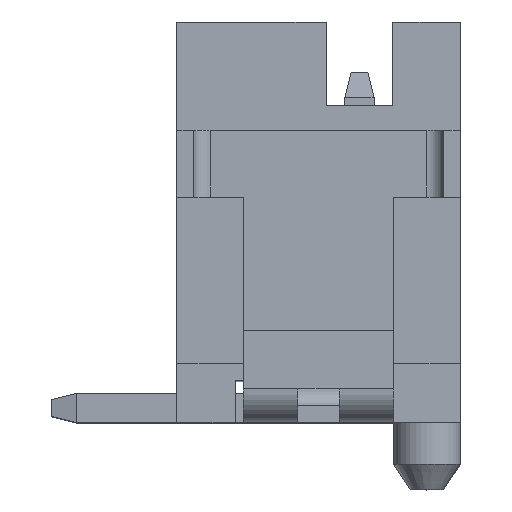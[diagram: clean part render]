
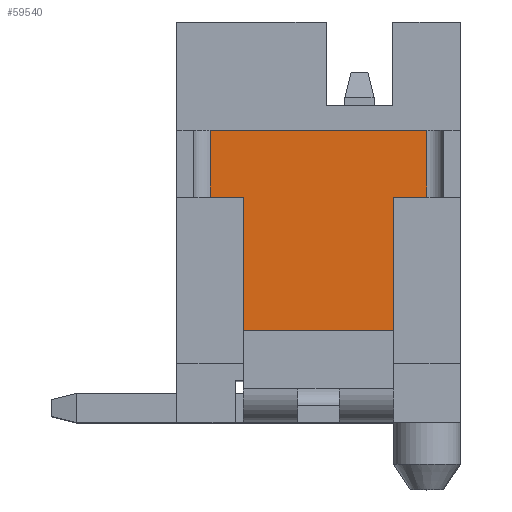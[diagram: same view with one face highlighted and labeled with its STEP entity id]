
A CAD part, top view. The second image highlights one B-rep face of the part: STEP entity #59540.
In plain terms, the highlighted planar face has unit normal (0, 0, 1).
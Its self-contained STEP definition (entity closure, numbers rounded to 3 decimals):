
#20760=CARTESIAN_POINT('',(-1.817,0.67,7.9));
#20770=VERTEX_POINT('',#20760);
#20800=CARTESIAN_POINT('',(0.,0.67,7.9));
#20810=DIRECTION('',(1.,0.,0.));
#20820=VECTOR('',#20810,1.);
#20830=LINE('',#20800,#20820);
#20840=CARTESIAN_POINT('',(-1.717,0.67,7.9));
#20850=VERTEX_POINT('',#20840);
#20860=EDGE_CURVE('',#20770,#20850,#20830,.T.);
#21380=CARTESIAN_POINT('',(-1.717,-0.03,7.9));
#21390=VERTEX_POINT('',#21380);
#21420=CARTESIAN_POINT('',(-1.717,0.,7.9));
#21430=DIRECTION('',(0.,-1.,0.));
#21440=VECTOR('',#21430,1.);
#21450=LINE('',#21420,#21440);
#21460=CARTESIAN_POINT('',(-1.717,-0.364,7.9));
#21470=VERTEX_POINT('',#21460);
#21480=EDGE_CURVE('',#21390,#21470,#21450,.T.);
#21660=CARTESIAN_POINT('',(-1.717,-0.53,7.9));
#21670=VERTEX_POINT('',#21660);
#21700=CARTESIAN_POINT('',(-1.717,-0.78,7.9));
#21710=VERTEX_POINT('',#21700);
#21720=EDGE_CURVE('',#21670,#21710,#21450,.T.);
#23170=CARTESIAN_POINT('',(-1.817,1.47,7.9));
#23180=VERTEX_POINT('',#23170);
#23210=CARTESIAN_POINT('',(-1.817,0.,7.9));
#23220=DIRECTION('',(0.,-1.,0.));
#23230=VECTOR('',#23220,1.);
#23240=LINE('',#23210,#23230);
#23250=EDGE_CURVE('',#23180,#20770,#23240,.T.);
#23670=CARTESIAN_POINT('',(0.783,1.47,7.9));
#23680=VERTEX_POINT('',#23670);
#23710=CARTESIAN_POINT('',(0.,1.47,7.9));
#23720=DIRECTION('',(1.,0.,0.));
#23730=VECTOR('',#23720,1.);
#23740=LINE('',#23710,#23730);
#23750=EDGE_CURVE('',#23180,#23680,#23740,.T.);
#56380=CARTESIAN_POINT('',(0.,0.67,7.9));
#56390=DIRECTION('',(1.,0.,0.));
#56400=VECTOR('',#56390,1.);
#56410=LINE('',#56380,#56400);
#56420=CARTESIAN_POINT('',(-1.667,0.67,7.9));
#56430=VERTEX_POINT('',#56420);
#56440=EDGE_CURVE('',#20850,#56430,#56410,.T.);
#56750=CARTESIAN_POINT('',(0.683,-0.53,7.9));
#56760=VERTEX_POINT('',#56750);
#56790=CARTESIAN_POINT('',(0.,-0.53,7.9))
;
#56800=DIRECTION('',(1.,0.,0.));
#56810=VECTOR('',#56800,1.);
#56820=LINE('',#56790,#56810);
#56830=CARTESIAN_POINT('',(0.633,-0.53,7.9));
#56840=VERTEX_POINT('',#56830);
#56850=EDGE_CURVE('',#56840,#56760,#56820,.T.);
#57180=CARTESIAN_POINT('',(0.792,0.,7.9));
#57190=DIRECTION('',(-0.287,-0.958,
0.));
#57200=VECTOR('',#57190,1.);
#57210=LINE('',#57180,#57200);
#57220=CARTESIAN_POINT('',(0.683,-0.364,7.9));
#57230=VERTEX_POINT('',#57220);
#57240=EDGE_CURVE('',#57230,#56840,#57210,.T.);
#57520=CARTESIAN_POINT('',(0.683,-0.78,7.9));
#57530=VERTEX_POINT('',#57520);
#57560=CARTESIAN_POINT('',(0.683,0.,7.9));
#57570=DIRECTION('',(0.,1.,0.));
#57580=VECTOR('',#57570,1.);
#57590=LINE('',#57560,#57580);
#57600=EDGE_CURVE('',#57530,#56760,#57590,.T.);
#57660=CARTESIAN_POINT('',(0.683,-0.03,7.9));
#57670=VERTEX_POINT('',#57660);
#57680=EDGE_CURVE('',#57230,#57670,#57590,.T.);
#57860=CARTESIAN_POINT('',(0.683,0.67,7.9));
#57870=VERTEX_POINT('',#57860);
#58010=CARTESIAN_POINT('',(-2.217,1.47,7.9));
#58020=DIRECTION('',(0.,0.,-1.));
#58030=DIRECTION('',(0.,1.,0.));
#58040=AXIS2_PLACEMENT_3D('',#58010,#58020,#58030);
#58050=PLANE('',#58040);
#58060=CARTESIAN_POINT('',(0.,-1.03,7.9));
#58070=DIRECTION('',(-1.,0.,0.));
#58080=VECTOR('',#58070,1.);
#58090=LINE('',#58060,#58080);
#58100=CARTESIAN_POINT('',(-1.417,-1.03,7.9));
#58110=VERTEX_POINT('',#58100);
#58120=CARTESIAN_POINT('',(-1.517,-1.03,7.9));
#58130=VERTEX_POINT('',#58120);
#58140=EDGE_CURVE('',#58110,#58130,#58090,.T.);
#58150=ORIENTED_EDGE('',*,*,#58140,.F.);
#58160=CARTESIAN_POINT('',(-1.503,-0.83,7.9));
#58170=DIRECTION('',(0.,0.,1.));
#58180=DIRECTION('',(1.,0.,0.));
#58190=AXIS2_PLACEMENT_3D('',#58160,#58170,#58180);
#58200=CIRCLE('',#58190,0.2);
#58210=CARTESIAN_POINT('',(-1.699,-0.87,7.9));
#58220=VERTEX_POINT('',#58210);
#58230=EDGE_CURVE('',#58220,#58130,#58200,.T.);
#58240=ORIENTED_EDGE('',*,*,#58230,.T.);
#58250=CARTESIAN_POINT('',(-1.873,0.,7.9));
#58260=DIRECTION('',(-0.196,0.981,
0.));
#58270=VECTOR('',#58260,1.);
#58280=LINE('',#58250,#58270);
#58290=EDGE_CURVE('',#58220,#21710,#58280,.T.);
#58300=ORIENTED_EDGE('',*,*,#58290,.F.);
#58310=ORIENTED_EDGE('',*,*,#21720,.T.);
#58320=CARTESIAN_POINT('',(0.,-0.53,7.9))
;
#58330=DIRECTION('',(1.,0.,0.));
#58340=VECTOR('',#58330,1.);
#58350=LINE('',#58320,#58340);
#58360=CARTESIAN_POINT('',(-1.667,-0.53,7.9));
#58370=VERTEX_POINT('',#58360);
#58380=EDGE_CURVE('',#21670,#58370,#58350,.T.);
#58390=ORIENTED_EDGE('',*,*,#58380,.F.);
#58400=CARTESIAN_POINT('',(-1.826,0.,7.9));
#58410=DIRECTION('',(-0.287,0.958,
0.));
#58420=VECTOR('',#58410,1.);
#58430=LINE('',#58400,#58420);
#58440=EDGE_CURVE('',#58370,#21470,#58430,.T.);
#58450=ORIENTED_EDGE('',*,*,#58440,.F.);
#58460=ORIENTED_EDGE('',*,*,#21480,.T.);
#58470=CARTESIAN_POINT('',(0.,-0.03,7.9)
);
#58480=DIRECTION('',(1.,0.,0.));
#58490=VECTOR('',#58480,1.);
#58500=LINE('',#58470,#58490);
#58510=CARTESIAN_POINT('',(-1.667,-0.03,7.9));
#58520=VERTEX_POINT('',#58510);
#58530=EDGE_CURVE('',#21390,#58520,#58500,.T.);
#58540=ORIENTED_EDGE('',*,*,#58530,.F.);
#58550=CARTESIAN_POINT('',(-1.667,0.,7.9));
#58560=DIRECTION('',(0.,1.,0.));
#58570=VECTOR('',#58560,1.);
#58580=LINE('',#58550,#58570);
#58590=EDGE_CURVE('',#58520,#56430,#58580,.T.);
#58600=ORIENTED_EDGE('',*,*,#58590,.F.);
#58610=ORIENTED_EDGE('',*,*,#56440,.T.);
#58620=ORIENTED_EDGE('',*,*,#20860,.T.);
#58630=ORIENTED_EDGE('',*,*,#23250,.T.);
#58640=ORIENTED_EDGE('',*,*,#23750,.F.);
#58650=CARTESIAN_POINT('',(0.783,0.,7.9))
;
#58660=DIRECTION('',(0.,1.,0.));
#58670=VECTOR('',#58660,1.);
#58680=LINE('',#58650,#58670);
#58690=CARTESIAN_POINT('',(0.783,0.67,7.9));
#58700=VERTEX_POINT('',#58690);
#58710=EDGE_CURVE('',#58700,#23680,#58680,.T.);
#58720=ORIENTED_EDGE('',*,*,#58710,.T.);
#58730=CARTESIAN_POINT('',(0.,0.67,7.9));
#58740=DIRECTION('',(1.,0.,0.));
#58750=VECTOR('',#58740,1.);
#58760=LINE('',#58730,#58750);
#58770=EDGE_CURVE('',#57870,#58700,#58760,.T.);
#58780=ORIENTED_EDGE('',*,*,#58770,.T.);
#58790=CARTESIAN_POINT('',(0.,0.67,7.9));
#58800=DIRECTION('',(1.,0.,0.));
#58810=VECTOR('',#58800,1.);
#58820=LINE('',#58790,#58810);
#58830=CARTESIAN_POINT('',(0.633,0.67,7.9));
#58840=VERTEX_POINT('',#58830);
#58850=EDGE_CURVE('',#58840,#57870,#58820,.T.);
#58860=ORIENTED_EDGE('',*,*,#58850,.T.);
#58870=CARTESIAN_POINT('',(0.633,0.,7.9))
;
#58880=DIRECTION('',(0.,-1.,0.));
#58890=VECTOR('',#58880,1.);
#58900=LINE('',#58870,#58890);
#58910=CARTESIAN_POINT('',(0.633,-0.03,7.9));
#58920=VERTEX_POINT('',#58910);
#58930=EDGE_CURVE('',#58840,#58920,#58900,.T.);
#58940=ORIENTED_EDGE('',*,*,#58930,.F.);
#58950=CARTESIAN_POINT('',(0.,-0.03,7.9)
);
#58960=DIRECTION('',(1.,0.,0.));
#58970=VECTOR('',#58960,1.);
#58980=LINE('',#58950,#58970);
#58990=EDGE_CURVE('',#58920,#57670,#58980,.T.);
#59000=ORIENTED_EDGE('',*,*,#58990,.F.);
#59010=ORIENTED_EDGE('',*,*,#57680,.T.);
#59020=ORIENTED_EDGE('',*,*,#57240,.F.);
#59030=ORIENTED_EDGE('',*,*,#56850,.F.);
#59040=ORIENTED_EDGE('',*,*,#57600,.T.);
#59050=CARTESIAN_POINT('',(0.839,0.,7.9));
#59060=DIRECTION('',(-0.196,-0.981,
0.));
#59070=VECTOR('',#59060,1.);
#59080=LINE('',#59050,#59070);
#59090=CARTESIAN_POINT('',(0.665,-0.87,7.9));
#59100=VERTEX_POINT('',#59090);
#59110=EDGE_CURVE('',#57530,#59100,#59080,.T.);
#59120=ORIENTED_EDGE('',*,*,#59110,.F.);
#59130=CARTESIAN_POINT('',(0.469,-0.83,7.9));
#59140=DIRECTION('',(0.,0.,-1.));
#59150=DIRECTION('',(-1.,0.,0.));
#59160=AXIS2_PLACEMENT_3D('',#59130,#59140,#59150);
#59170=CIRCLE('',#59160,0.2);
#59180=CARTESIAN_POINT('',(0.483,-1.03,7.9));
#59190=VERTEX_POINT('',#59180);
#59200=EDGE_CURVE('',#59100,#59190,#59170,.T.);
#59210=ORIENTED_EDGE('',*,*,#59200,.F.);
#59220=CARTESIAN_POINT('',(0.,-1.03,7.9));
#59230=DIRECTION('',(-1.,0.,0.));
#59240=VECTOR('',#59230,1.);
#59250=LINE('',#59220,#59240);
#59260=CARTESIAN_POINT('',(0.383,-1.03,7.9));
#59270=VERTEX_POINT('',#59260);
#59280=EDGE_CURVE('',#59190,#59270,#59250,.T.);
#59290=ORIENTED_EDGE('',*,*,#59280,.F.);
#59300=CARTESIAN_POINT('',(0.383,0.,7.9))
;
#59310=DIRECTION('',(0.,-1.,0.));
#59320=VECTOR('',#59310,1.);
#59330=LINE('',#59300,#59320);
#59340=CARTESIAN_POINT('',(0.383,-1.63,7.9));
#59350=VERTEX_POINT('',#59340);
#59360=EDGE_CURVE('',#59270,#59350,#59330,.T.);
#59370=ORIENTED_EDGE('',*,*,#59360,.F.);
#59380=CARTESIAN_POINT('',(-2.217,-1.63,7.9));
#59390=DIRECTION('',(1.,0.,0.));
#59400=VECTOR('',#59390,1.);
#59410=LINE('',#59380,#59400);
#59420=CARTESIAN_POINT('',(-1.417,-1.63,7.9));
#59430=VERTEX_POINT('',#59420);
#59440=EDGE_CURVE('',#59430,#59350,#59410,.T.);
#59450=ORIENTED_EDGE('',*,*,#59440,.T.);
#59460=CARTESIAN_POINT('',(-1.417,0.,7.9));
#59470=DIRECTION('',(0.,1.,0.));
#59480=VECTOR('',#59470,1.);
#59490=LINE('',#59460,#59480);
#59500=EDGE_CURVE('',#59430,#58110,#59490,.T.);
#59510=ORIENTED_EDGE('',*,*,#59500,.F.);
#59520=EDGE_LOOP('',(#59510,#59450,#59370,#59290,#59210,#59120,#59040,
#59030,#59020,#59010,#59000,#58940,#58860,#58780,#58720,#58640,#58630,
#58620,#58610,#58600,#58540,#58460,#58450,#58390,#58310,#58300,#58240,
#58150));
#59530=FACE_OUTER_BOUND('',#59520,.T.);
#59540=ADVANCED_FACE('',(#59530),#58050,.F.);
